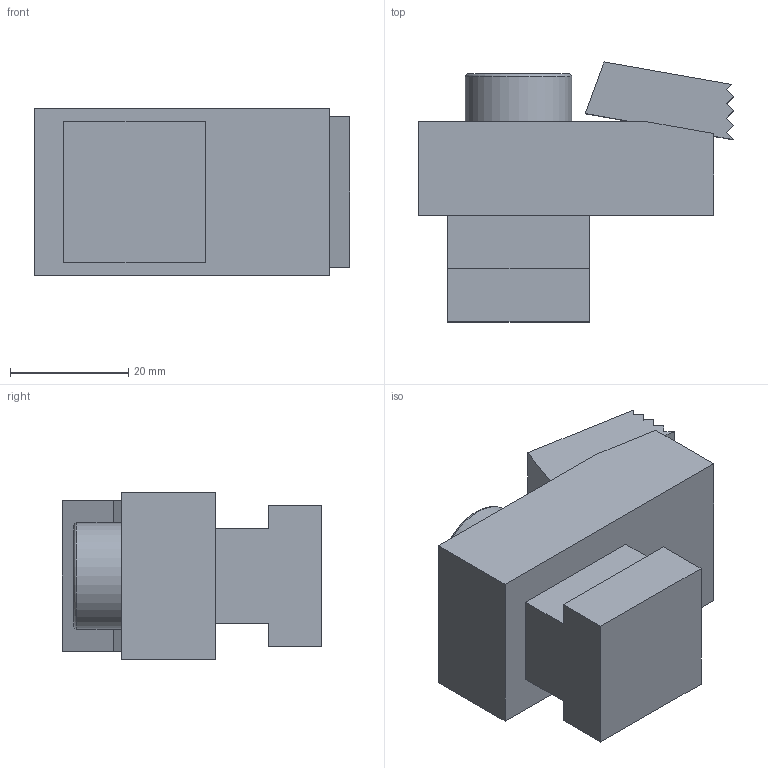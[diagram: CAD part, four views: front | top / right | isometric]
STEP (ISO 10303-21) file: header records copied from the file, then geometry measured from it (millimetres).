
FILE_DESCRIPTION( ( 'STEP AP214' ), '1' );
FILE_NAME( 'K0029.16.stp', '2020-11-24T15:08:08', ( '' ), ( '' ), ' ', 'PARTsolutions', ' ' );
FILE_SCHEMA( ( 'AUTOMOTIVE_DESIGN { 1 0 10303 214 1 1 1 1 }' ) );
Length unit declared in the file: millimetre
Products named in the file (1): _K0029.16
Bounding box: 53.36 x 44 x 28.4 mm (x, y, z)
Volume: 36487 mm3; surface area: 12298.2 mm2
Topology: 1 solids, 2 shells, 63 faces, 157 edges, 102 vertices
Faces by surface type: plane 54, cylinder 4, cone 3, torus 2
Full cylindrical faces by diameter (mm): 12 x1, 13.3 x1, 14 x1, 18 x1
Entity records: 2372 total; most frequent: CARTESIAN_POINT 392, DIRECTION 288, ORIENTED_EDGE 288, EDGE_CURVE 144, LINE 126, VECTOR 126, VERTEX_POINT 99, AXIS2_PLACEMENT_3D 81
